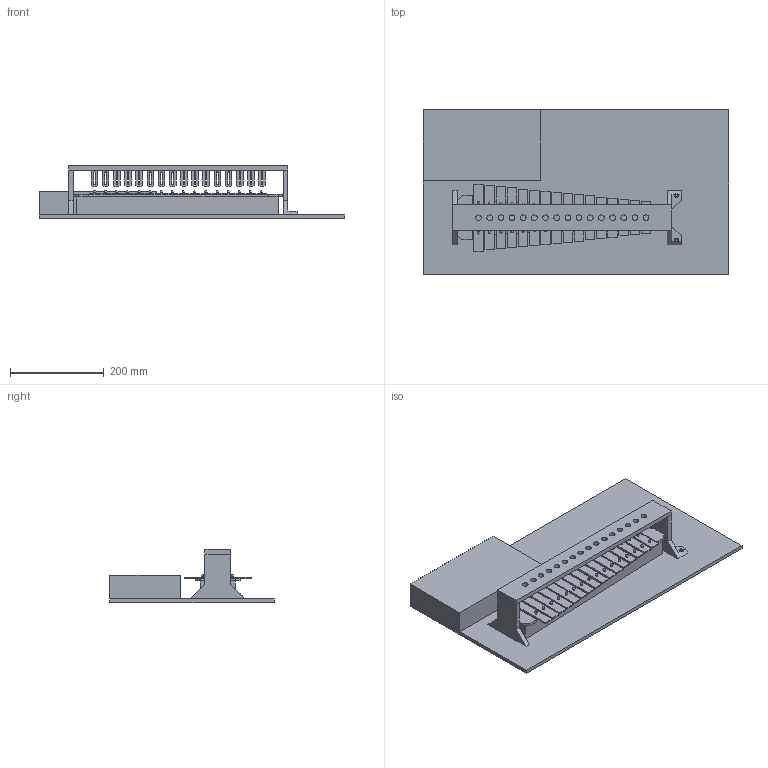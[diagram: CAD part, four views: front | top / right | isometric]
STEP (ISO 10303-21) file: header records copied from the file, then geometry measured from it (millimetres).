
FILE_DESCRIPTION(/* description */ (''),/* implementation_level */ '2;1');
FILE_NAME(/* name */ 'XyloTap.step',/* time_stamp */ '2024-08-28T13:51:25+02:00',/* author */ (''),/* organization */ (''),/* preprocessor_version */ 'ST-DEVELOPER v20',/* originating_system */ 'Autodesk Translation Framework v13.14.0.145',/* authorisation */ '');
FILE_SCHEMA (('AUTOMOTIVE_DESIGN { 1 0 10303 214 3 1 1 }'));
Length unit declared in the file: millimetre
Products named in the file (1): XyloTap
Bounding box: 650 x 350 x 113 mm (x, y, z)
Volume: 4610329.7 mm3; surface area: 948055.6 mm2
Topology: 72 solids, 72 shells, 584 faces, 1408 edges, 936 vertices
Faces by surface type: plane 404, cylinder 148, sphere 32
Full cylindrical faces by diameter (mm): 4 x96, 5.1 x2, 12 x16
Entity records: 17277 total; most frequent: DIRECTION 2910, CARTESIAN_POINT 2897, ORIENTED_EDGE 2752, EDGE_CURVE 1376, LINE 1012, VECTOR 1012, AXIS2_PLACEMENT_3D 949, VERTEX_POINT 936
